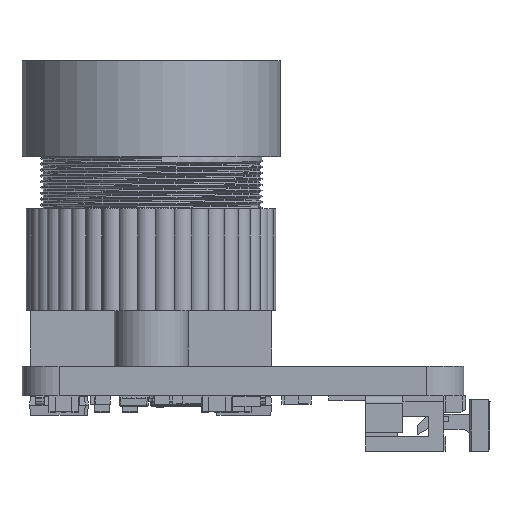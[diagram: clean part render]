
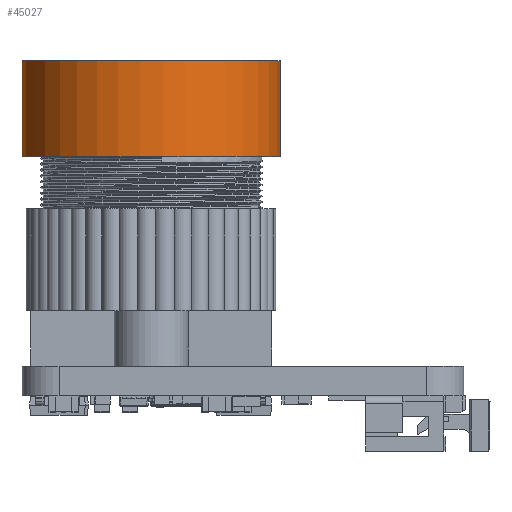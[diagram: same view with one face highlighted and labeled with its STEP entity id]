
A CAD part, left-side view. The second image highlights one B-rep face of the part: STEP entity #45027.
In plain terms, the highlighted cylindrical face has radius 7 mm (diameter 14 mm), a partial arc.
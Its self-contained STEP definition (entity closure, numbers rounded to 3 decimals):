
#3749 = CARTESIAN_POINT ( 'NONE',  ( 0., 0., 16.5 ) ) ;
#6029 = CARTESIAN_POINT ( 'NONE',  ( -0.625, 6.972, 16.5 ) ) ;
#15259 = ORIENTED_EDGE ( 'NONE', *, *, #36075, .T. ) ;
#16699 = CIRCLE ( 'NONE', #70799, 7. ) ;
#22531 = DIRECTION ( 'NONE',  ( 0., 0., -1. ) ) ;
#22614 = CARTESIAN_POINT ( 'NONE',  ( 0., 0., 11.3 ) ) ;
#23579 = DIRECTION ( 'NONE',  ( 0.089, -0.996, 0. ) ) ;
#33486 = VECTOR ( 'NONE', #114293, 1000. ) ;
#34282 = VERTEX_POINT ( 'NONE', #6029 ) ;
#36075 = EDGE_CURVE ( 'NONE', #67494, #136256, #16699, .T. ) ;
#36665 = ORIENTED_EDGE ( 'NONE', *, *, #97816, .T. ) ;
#45027 = ADVANCED_FACE ( 'NONE', ( #141326 ), #185218, .T. ) ;
#48685 = DIRECTION ( 'NONE',  ( 0., 0., -1. ) ) ;
#49900 = DIRECTION ( 'NONE',  ( 0., 0., 1. ) ) ;
#67494 = VERTEX_POINT ( 'NONE', #110922 ) ;
#69445 = CARTESIAN_POINT ( 'NONE',  ( -0.625, 6.972, 16.5 ) ) ;
#70397 = LINE ( 'NONE', #69445, #33486 ) ;
#70799 = AXIS2_PLACEMENT_3D ( 'NONE', #22614, #143171, #23579 ) ;
#74093 = ORIENTED_EDGE ( 'NONE', *, *, #152642, .F. ) ;
#80289 = LINE ( 'NONE', #129167, #178048 ) ;
#84450 = CARTESIAN_POINT ( 'NONE',  ( 0.625, -6.972, 11.3 ) ) ;
#86095 = AXIS2_PLACEMENT_3D ( 'NONE', #3749, #48685, #109452 ) ;
#97816 = EDGE_CURVE ( 'NONE', #34282, #67494, #70397, .T. ) ;
#101798 = VERTEX_POINT ( 'NONE', #140571 ) ;
#109452 = DIRECTION ( 'NONE',  ( -0.089, 0.996, 0. ) ) ;
#110922 = CARTESIAN_POINT ( 'NONE',  ( -0.625, 6.972, 11.3 ) ) ;
#112654 = CARTESIAN_POINT ( 'NONE',  ( 0., 0., 16.5 ) ) ;
#114293 = DIRECTION ( 'NONE',  ( 0., 0., -1. ) ) ;
#119468 = CIRCLE ( 'NONE', #153989, 7. ) ;
#129167 = CARTESIAN_POINT ( 'NONE',  ( 0.625, -6.972, 16.5 ) ) ;
#134010 = ORIENTED_EDGE ( 'NONE', *, *, #172616, .F. ) ;
#136256 = VERTEX_POINT ( 'NONE', #84450 ) ;
#140571 = CARTESIAN_POINT ( 'NONE',  ( 0.625, -6.972, 16.5 ) ) ;
#141326 = FACE_OUTER_BOUND ( 'NONE', #169237, .T. ) ;
#143171 = DIRECTION ( 'NONE',  ( 0., 0., 1. ) ) ;
#152642 = EDGE_CURVE ( 'NONE', #34282, #101798, #119468, .T. ) ;
#153989 = AXIS2_PLACEMENT_3D ( 'NONE', #112654, #49900, #173404 ) ;
#169237 = EDGE_LOOP ( 'NONE', ( #134010, #74093, #36665, #15259 ) ) ;
#172616 = EDGE_CURVE ( 'NONE', #101798, #136256, #80289, .T. ) ;
#173404 = DIRECTION ( 'NONE',  ( 0.089, -0.996, 0. ) ) ;
#178048 = VECTOR ( 'NONE', #22531, 1000. ) ;
#185218 = CYLINDRICAL_SURFACE ( 'NONE', #86095, 7. ) ;
